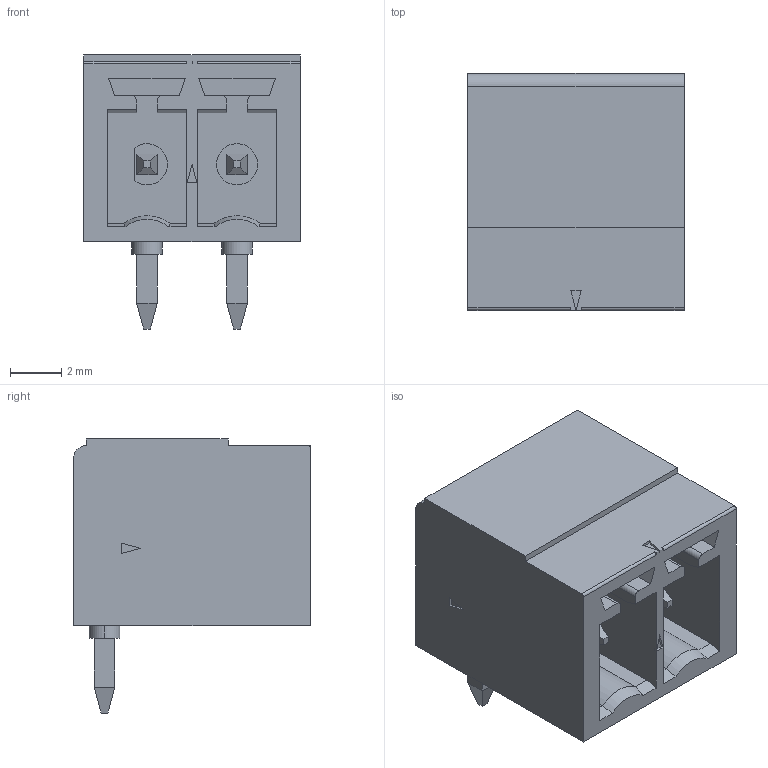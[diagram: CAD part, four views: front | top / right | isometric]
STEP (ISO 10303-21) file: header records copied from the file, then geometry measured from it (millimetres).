
FILE_DESCRIPTION((''),'2;1');
FILE_NAME('PHOENIX_1844210.stp','2012-10-16T09:59:15',(''),(''),'Mechanical Desktop 2011','Mechanical Desktop 2011',', , ');
FILE_SCHEMA(('AUTOMOTIVE_DESIGN { 1 2 10303 214 1 1 1 1 }'));
Length unit declared in the file: millimetre
Products named in the file (1): Product
Bounding box: 8.4 x 9.2 x 10.65 mm (x, y, z)
Volume: 350.8 mm3; surface area: 796.8 mm2
Topology: 9 solids, 9 shells, 168 faces, 398 edges, 258 vertices
Faces by surface type: plane 109, cylinder 39, bspline 18, cone 2
Entity records: 4870 total; most frequent: CARTESIAN_POINT 927, ORIENTED_EDGE 796, DIRECTION 776, EDGE_CURVE 398, VECTOR 314, LINE 314, VERTEX_POINT 258, AXIS2_PLACEMENT_3D 231
